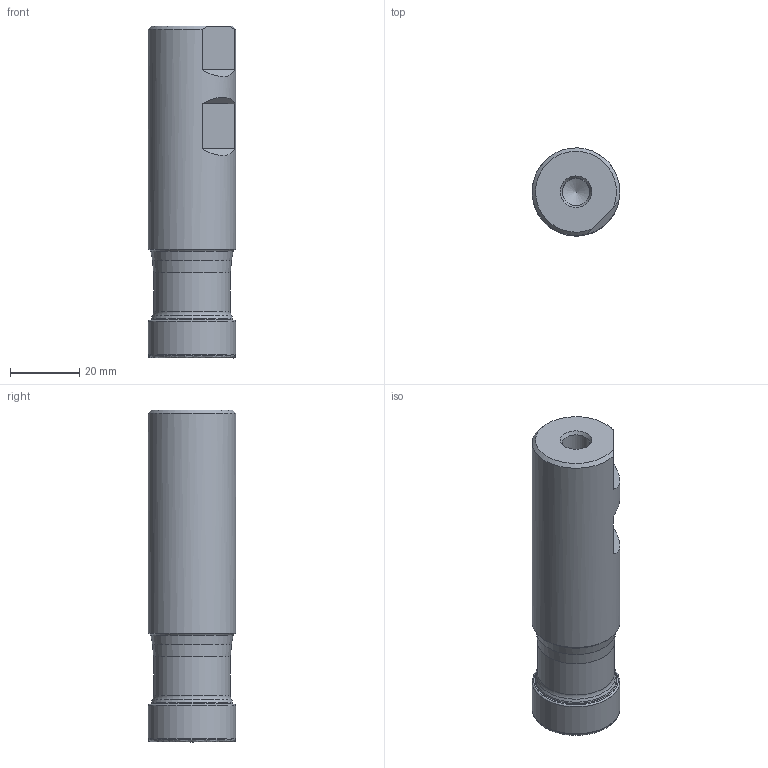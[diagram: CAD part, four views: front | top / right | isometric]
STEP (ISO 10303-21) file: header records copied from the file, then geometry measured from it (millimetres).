
FILE_DESCRIPTION(/* description */ (''),/* implementation_level */ '2;1');
FILE_NAME(/* name */ '202736349ndi000_00.stp',/* time_stamp */ '2019-12-03T12:44:43+01:00',/* author */ (''),/* organization */ (''),/* preprocessor_version */ 'ST-DEVELOPER v16.7',/* originating_system */ 'SIEMENS PLM Software NX 12.0',/* authorisation */ '');
FILE_SCHEMA (('AUTOMOTIVE_DESIGN { 1 0 10303 214 3 1 1 1 }'));
Length unit declared in the file: millimetre
Products named in the file (1): mp545874D4C1xola
Bounding box: 25.4 x 25.4 x 96.01 mm (x, y, z)
Volume: 45924.5 mm3; surface area: 11642.7 mm2
Topology: 2 solids, 2 shells, 49 faces, 104 edges, 59 vertices
Faces by surface type: revolution 18, cone 12, plane 8, torus 7, cylinder 4
Full cylindrical faces by diameter (mm): 8 x1, 22.207 x1, 23.707 x1, 25.4 x1
Entity records: 1265 total; most frequent: CARTESIAN_POINT 364, DIRECTION 178, ORIENTED_EDGE 112, EDGE_LOOP 91, FACE_BOUND 85, AXIS2_PLACEMENT_3D 76, EDGE_CURVE 56, VERTEX_POINT 52
